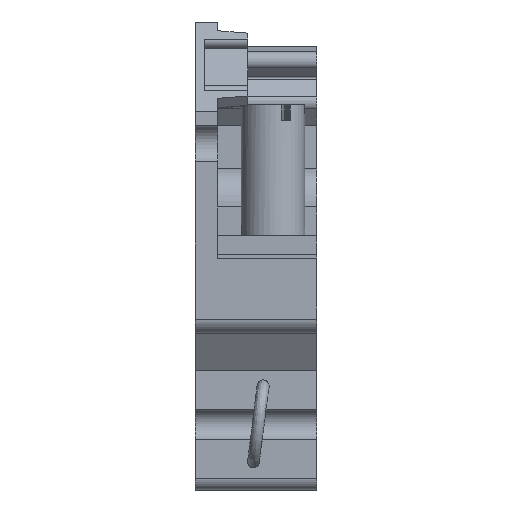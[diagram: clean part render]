
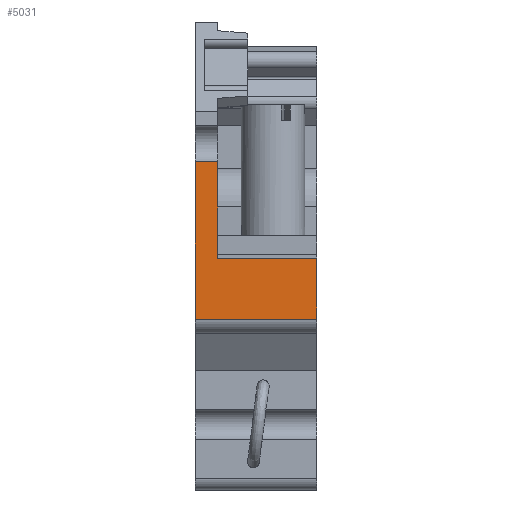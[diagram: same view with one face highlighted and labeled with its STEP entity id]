
A CAD part, left-side view. The second image highlights one B-rep face of the part: STEP entity #5031.
In plain terms, the highlighted planar face has unit normal (-1, 0, 0).
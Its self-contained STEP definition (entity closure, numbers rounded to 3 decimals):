
#776=ORIENTED_EDGE('',*,*,#1620,.T.);
#777=ORIENTED_EDGE('',*,*,#1503,.F.);
#778=ORIENTED_EDGE('',*,*,#1475,.T.);
#779=ORIENTED_EDGE('',*,*,#1361,.T.);
#780=ORIENTED_EDGE('',*,*,#1619,.F.);
#781=ORIENTED_EDGE('',*,*,#1621,.T.);
#1361=EDGE_CURVE('',#1895,#1894,#2250,.T.);
#1475=EDGE_CURVE('',#1983,#1895,#2342,.T.);
#1503=EDGE_CURVE('',#1983,#1998,#2367,.T.);
#1619=EDGE_CURVE('',#2068,#1894,#2458,.T.);
#1620=EDGE_CURVE('',#2069,#1998,#2459,.T.);
#1621=EDGE_CURVE('',#2068,#2069,#2460,.T.);
#1894=VERTEX_POINT('',#6578);
#1895=VERTEX_POINT('',#6580);
#1983=VERTEX_POINT('',#6811);
#1998=VERTEX_POINT('',#6866);
#2068=VERTEX_POINT('',#7092);
#2069=VERTEX_POINT('',#7096);
#2250=LINE('',#6579,#2621);
#2342=LINE('',#6810,#2713);
#2367=LINE('',#6865,#2738);
#2458=LINE('',#7093,#2829);
#2459=LINE('',#7095,#2830);
#2460=LINE('',#7097,#2831);
#2621=VECTOR('',#5535,1000.);
#2713=VECTOR('',#5729,1000.);
#2738=VECTOR('',#5784,1000.);
#2829=VECTOR('',#6007,1000.);
#2830=VECTOR('',#6010,1000.);
#2831=VECTOR('',#6011,1000.);
#3045=EDGE_LOOP('',(#776,#777,#778,#779,#780,#781));
#3272=FACE_BOUND('',#3045,.T.);
#3477=PLANE('',#5293);
#5031=ADVANCED_FACE('',(#3272),#3477,.F.);
#5293=AXIS2_PLACEMENT_3D('',#7094,#6008,#6009);
#5535=DIRECTION('',(0.,0.,-1.));
#5729=DIRECTION('',(0.,1.,0.));
#5784=DIRECTION('',(0.,0.,-1.));
#6007=DIRECTION('',(0.,1.,0.));
#6008=DIRECTION('',(1.,0.,0.));
#6009=DIRECTION('',(0.,0.,-1.));
#6010=DIRECTION('',(0.,1.,0.));
#6011=DIRECTION('',(0.,0.,1.));
#6578=CARTESIAN_POINT('',(-34.502,0.,-6.749));
#6579=CARTESIAN_POINT('',(-34.502,0.,10.064));
#6580=CARTESIAN_POINT('',(-34.502,0.,10.064));
#6810=CARTESIAN_POINT('',(-34.502,-2.4,10.064));
#6811=CARTESIAN_POINT('',(-34.502,-2.4,10.064));
#6865=CARTESIAN_POINT('',(-34.502,-2.4,10.064));
#6866=CARTESIAN_POINT('',(-34.502,-2.4,-0.236));
#7092=CARTESIAN_POINT('',(-34.502,-13.,-6.749));
#7093=CARTESIAN_POINT('',(-34.502,-2.4,-6.749));
#7094=CARTESIAN_POINT('',(-34.502,-2.4,10.064));
#7095=CARTESIAN_POINT('',(-34.502,-88.597,-0.236));
#7096=CARTESIAN_POINT('',(-34.502,-13.,-0.236));
#7097=CARTESIAN_POINT('',(-34.502,-13.,-0.236));
